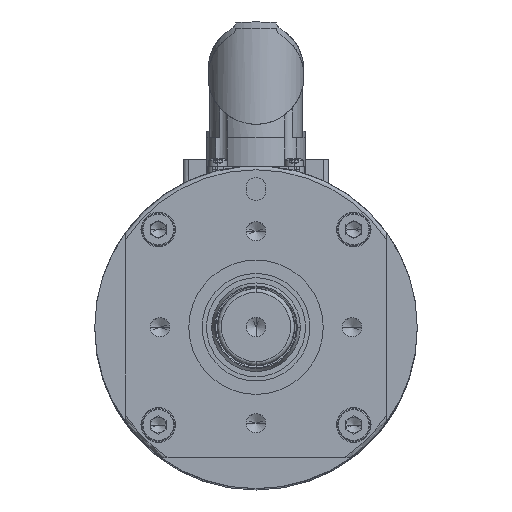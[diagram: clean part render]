
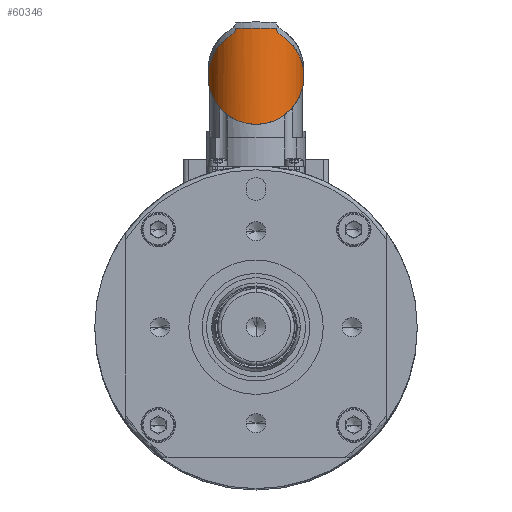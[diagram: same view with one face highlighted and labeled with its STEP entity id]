
A CAD part, top view. The second image highlights one B-rep face of the part: STEP entity #60346.
In plain terms, the highlighted cylindrical face has radius 12.5 mm (diameter 25 mm), a partial arc.
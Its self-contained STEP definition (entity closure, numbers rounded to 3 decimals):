
#495 = CARTESIAN_POINT ( 'NONE',  ( -5.844, 98.712, 196.242 ) ) ;
#871 = VERTEX_POINT ( 'NONE', #23259 ) ;
#1301 = CARTESIAN_POINT ( 'NONE',  ( 5.191, 100.003, 196.561 ) ) ;
#2870 = CIRCLE ( 'NONE', #46007, 12.5 ) ;
#3306 = CARTESIAN_POINT ( 'NONE',  ( -5.191, 100.003, 196.561 ) ) ;
#3969 = EDGE_CURVE ( 'NONE', #42219, #15163, #4265, .T. ) ;
#4265 =( BOUNDED_CURVE ( )  B_SPLINE_CURVE ( 3, ( #17498, #36724, #45800, #12153 ),
 .UNSPECIFIED., .F., .F. ) 
 B_SPLINE_CURVE_WITH_KNOTS ( ( 4, 4 ),
 ( 0.534, 1.571 ),
 .UNSPECIFIED. ) 
 CURVE ( )  GEOMETRIC_REPRESENTATION_ITEM ( )  RATIONAL_B_SPLINE_CURVE ( ( 1., 0.912, 0.912, 1. ) ) 
 REPRESENTATION_ITEM ( '' )  );
#4613 = CARTESIAN_POINT ( 'NONE',  ( -6.093, 98.492, 196.109 ) ) ;
#4795 = CARTESIAN_POINT ( 'NONE',  ( 5.228, 99.914, 196.544 ) ) ;
#4903 = CARTESIAN_POINT ( 'NONE',  ( -6.364, 98.332, 195.948 ) ) ;
#6090 = CARTESIAN_POINT ( 'NONE',  ( 12.5, 87.573, 185.189 ) ) ;
#6178 = DIRECTION ( 'NONE',  ( -1., 0., 0. ) ) ;
#6943 = CARTESIAN_POINT ( 'NONE',  ( 5.228, 99.914, 196.544 ) ) ;
#7152 = ORIENTED_EDGE ( 'NONE', *, *, #31844, .T. ) ;
#7293 = VERTEX_POINT ( 'NONE', #29442 ) ;
#7295 = EDGE_CURVE ( 'NONE', #58277, #871, #48999, .T. ) ;
#7903 = CARTESIAN_POINT ( 'NONE',  ( -10.258, 96.028, 193.645 ) ) ;
#8987 = CARTESIAN_POINT ( 'NONE',  ( -5.318, 99.578, 196.502 ) ) ;
#9067 = DIRECTION ( 'NONE',  ( -1., 0., 0. ) ) ;
#9929 = ORIENTED_EDGE ( 'NONE', *, *, #7295, .T. ) ;
#11371 = EDGE_CURVE ( 'NONE', #51898, #871, #14719, .T. ) ;
#11480 = CARTESIAN_POINT ( 'NONE',  ( -5.032, 100.073, 196.632 ) ) ;
#11489 = CARTESIAN_POINT ( 'NONE',  ( 0., 100.073, 185.189 ) ) ;
#12153 = CARTESIAN_POINT ( 'NONE',  ( 12.5, 87.573, 185.189 ) ) ;
#13571 = CARTESIAN_POINT ( 'NONE',  ( 5.032, 100.073, 196.632 ) ) ;
#14158 = CARTESIAN_POINT ( 'NONE',  ( -5.032, 100.073, 196.632 ) ) ;
#14719 =( BOUNDED_CURVE ( )  B_SPLINE_CURVE ( 3, ( #51319, #60783, #7903, #46264 ),
 .UNSPECIFIED., .F., .T. ) 
 B_SPLINE_CURVE_WITH_KNOTS ( ( 4, 4 ),
 ( 4.712, 5.749 ),
 .UNSPECIFIED. ) 
 CURVE ( )  GEOMETRIC_REPRESENTATION_ITEM ( )  RATIONAL_B_SPLINE_CURVE ( ( 1., 0.912, 0.912, 1. ) ) 
 REPRESENTATION_ITEM ( '' )  );
#15163 = VERTEX_POINT ( 'NONE', #47186 ) ;
#15448 = CARTESIAN_POINT ( 'NONE',  ( 6.1, 98.506, 196.101 ) ) ;
#16406 = EDGE_CURVE ( 'NONE', #49822, #43120, #2870, .T. ) ;
#16703 = CARTESIAN_POINT ( 'NONE',  ( 5.077, 100.073, 196.612 ) ) ;
#17127 = CARTESIAN_POINT ( 'NONE',  ( -5.218, 99.962, 196.548 ) ) ;
#17498 = CARTESIAN_POINT ( 'NONE',  ( 6.364, 98.332, 195.948 ) ) ;
#23259 = CARTESIAN_POINT ( 'NONE',  ( -6.364, 98.332, 195.948 ) ) ;
#24063 = CARTESIAN_POINT ( 'NONE',  ( -12.5, 87.573, 185.189 ) ) ;
#25987 = CARTESIAN_POINT ( 'NONE',  ( -5.077, 100.073, 196.612 ) ) ;
#26690 = ORIENTED_EDGE ( 'NONE', *, *, #59582, .T. ) ;
#28502 = CARTESIAN_POINT ( 'NONE',  ( -5.228, 99.914, 196.544 ) ) ;
#29315 = CARTESIAN_POINT ( 'NONE',  ( 5.859, 98.722, 196.232 ) ) ;
#29442 = CARTESIAN_POINT ( 'NONE',  ( 5.228, 99.914, 196.544 ) ) ;
#29537 = CARTESIAN_POINT ( 'NONE',  ( 6.364, 98.332, 195.948 ) ) ;
#29962 = CARTESIAN_POINT ( 'NONE',  ( 5.12, 100.058, 196.593 ) ) ;
#31844 = EDGE_CURVE ( 'NONE', #42219, #7293, #45024, .T. ) ;
#32998 = CARTESIAN_POINT ( 'NONE',  ( 0., 100.073, 185.189 ) ) ;
#34670 = CARTESIAN_POINT ( 'NONE',  ( 5.264, 99.742, 196.527 ) ) ;
#35421 = CYLINDRICAL_SURFACE ( 'NONE', #53007, 12.5 ) ;
#36724 = CARTESIAN_POINT ( 'NONE',  ( 10.258, 96.028, 193.645 ) ) ;
#37939 = CARTESIAN_POINT ( 'NONE',  ( -5.547, 99.117, 196.392 ) ) ;
#38589 = EDGE_CURVE ( 'NONE', #15163, #51898, #44809, .T. ) ;
#38619 = B_SPLINE_CURVE_WITH_KNOTS ( 'NONE', 3,
 ( #53843, #16703, #29962, #1301, #55363, #6943 ),
 .UNSPECIFIED., .F., .F.,
 ( 4, 2, 4 ),
 ( 0., 0., 0. ),
 .UNSPECIFIED. ) ;
#38865 = CARTESIAN_POINT ( 'NONE',  ( -5.264, 99.742, 196.527 ) ) ;
#38889 = CARTESIAN_POINT ( 'NONE',  ( -5.12, 100.058, 196.593 ) ) ;
#38938 = ORIENTED_EDGE ( 'NONE', *, *, #16406, .T. ) ;
#39054 = CARTESIAN_POINT ( 'NONE',  ( 6.364, 98.332, 195.948 ) ) ;
#39506 = FACE_OUTER_BOUND ( 'NONE', #44947, .T. ) ;
#42219 = VERTEX_POINT ( 'NONE', #29537 ) ;
#42850 = CARTESIAN_POINT ( 'NONE',  ( 5.462, 99.261, 196.433 ) ) ;
#43120 = VERTEX_POINT ( 'NONE', #14158 ) ;
#43212 = CARTESIAN_POINT ( 'NONE',  ( -12.5, 62.573, 210.189 ) ) ;
#44809 =( BOUNDED_CURVE ( )  B_SPLINE_CURVE ( 3, ( #6090, #58022, #43212, #24063 ),
 .UNSPECIFIED., .F., .F. ) 
 B_SPLINE_CURVE_WITH_KNOTS ( ( 4, 4 ),
 ( 4.712, 7.854 ),
 .UNSPECIFIED. ) 
 CURVE ( )  GEOMETRIC_REPRESENTATION_ITEM ( )  RATIONAL_B_SPLINE_CURVE ( ( 1., 0.333, 0.333, 1. ) ) 
 REPRESENTATION_ITEM ( '' )  );
#44947 = EDGE_LOOP ( 'NONE', ( #54110, #57046, #57240, #7152, #59475, #38938, #26690, #9929 ) ) ;
#45024 = B_SPLINE_CURVE_WITH_KNOTS ( 'NONE', 3,
 ( #39054, #47862, #15448, #29315, #48473, #57619, #42850, #52887, #34670, #4795 ),
 .UNSPECIFIED., .F., .F.,
 ( 4, 2, 2, 2, 4 ),
 ( 0., 0.001, 0.001, 0.002, 0.002 ),
 .UNSPECIFIED. ) ;
#45800 = CARTESIAN_POINT ( 'NONE',  ( 12.5, 92.098, 189.714 ) ) ;
#46007 = AXIS2_PLACEMENT_3D ( 'NONE', #32998, #52175, #9067 ) ;
#46100 = CARTESIAN_POINT ( 'NONE',  ( -12.5, 87.573, 185.189 ) ) ;
#46264 = CARTESIAN_POINT ( 'NONE',  ( -6.364, 98.332, 195.948 ) ) ;
#47186 = CARTESIAN_POINT ( 'NONE',  ( 12.5, 87.573, 185.189 ) ) ;
#47862 = CARTESIAN_POINT ( 'NONE',  ( 6.228, 98.412, 196.028 ) ) ;
#48473 = CARTESIAN_POINT ( 'NONE',  ( 5.746, 98.846, 196.291 ) ) ;
#48999 = B_SPLINE_CURVE_WITH_KNOTS ( 'NONE', 3,
 ( #28502, #38865, #8987, #61888, #37939, #495, #4613, #4903 ),
 .UNSPECIFIED., .F., .F.,
 ( 4, 2, 2, 4 ),
 ( 0., 0.001, 0.001, 0.002 ),
 .UNSPECIFIED. ) ;
#49235 = DIRECTION ( 'NONE',  ( 0., -1., 0. ) ) ;
#49822 = VERTEX_POINT ( 'NONE', #13571 ) ;
#51258 = EDGE_CURVE ( 'NONE', #49822, #7293, #38619, .T. ) ;
#51319 = CARTESIAN_POINT ( 'NONE',  ( -12.5, 87.573, 185.189 ) ) ;
#51898 = VERTEX_POINT ( 'NONE', #46100 ) ;
#52175 = DIRECTION ( 'NONE',  ( 0., -1., 0. ) ) ;
#52869 = CARTESIAN_POINT ( 'NONE',  ( -5.228, 99.914, 196.544 ) ) ;
#52887 = CARTESIAN_POINT ( 'NONE',  ( 5.32, 99.575, 196.501 ) ) ;
#53007 = AXIS2_PLACEMENT_3D ( 'NONE', #11489, #49235, #6178 ) ;
#53843 = CARTESIAN_POINT ( 'NONE',  ( 5.032, 100.073, 196.632 ) ) ;
#54110 = ORIENTED_EDGE ( 'NONE', *, *, #11371, .F. ) ;
#55363 = CARTESIAN_POINT ( 'NONE',  ( 5.218, 99.962, 196.548 ) ) ;
#57046 = ORIENTED_EDGE ( 'NONE', *, *, #38589, .F. ) ;
#57240 = ORIENTED_EDGE ( 'NONE', *, *, #3969, .F. ) ;
#57578 = B_SPLINE_CURVE_WITH_KNOTS ( 'NONE', 3,
 ( #11480, #25987, #38889, #3306, #17127, #60893 ),
 .UNSPECIFIED., .F., .F.,
 ( 4, 2, 4 ),
 ( 0., 0., 0. ),
 .UNSPECIFIED. ) ;
#57619 = CARTESIAN_POINT ( 'NONE',  ( 5.547, 99.116, 196.392 ) ) ;
#58022 = CARTESIAN_POINT ( 'NONE',  ( 12.5, 62.573, 210.189 ) ) ;
#58277 = VERTEX_POINT ( 'NONE', #52869 ) ;
#59475 = ORIENTED_EDGE ( 'NONE', *, *, #51258, .F. ) ;
#59582 = EDGE_CURVE ( 'NONE', #43120, #58277, #57578, .T. ) ;
#60346 = ADVANCED_FACE ( 'NONE', ( #39506 ), #35421, .T. ) ;
#60783 = CARTESIAN_POINT ( 'NONE',  ( -12.5, 92.098, 189.714 ) ) ;
#60893 = CARTESIAN_POINT ( 'NONE',  ( -5.228, 99.914, 196.544 ) ) ;
#61888 = CARTESIAN_POINT ( 'NONE',  ( -5.459, 99.266, 196.435 ) ) ;
